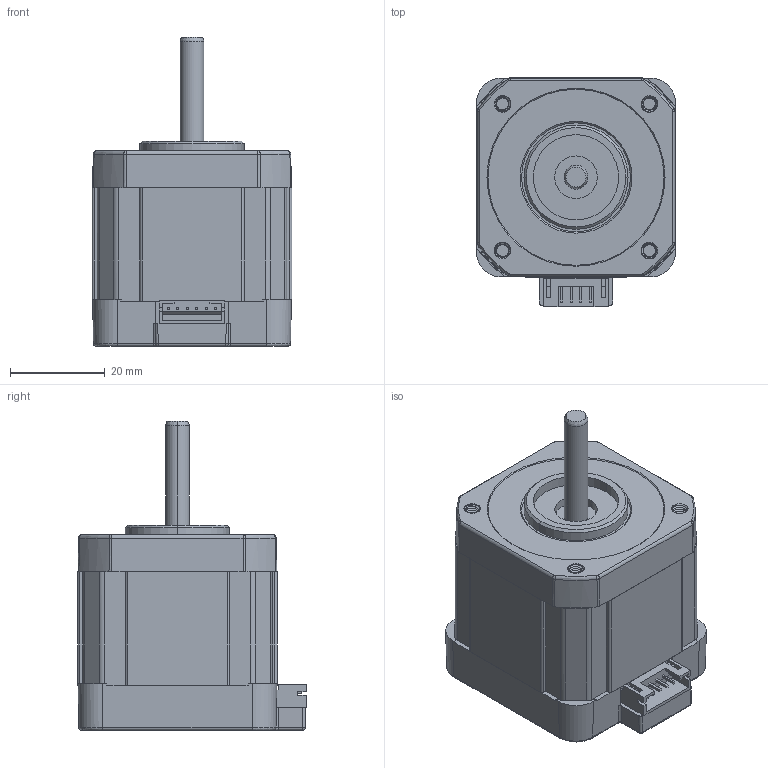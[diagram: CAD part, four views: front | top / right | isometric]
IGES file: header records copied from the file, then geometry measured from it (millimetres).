
Start section: SolidWorks IGES file using analytic representation for surfaces
Global section: file name: KV4242_4.09.IGS; native system: SolidWorks 2014; preprocessor: SolidWorks 2014; author: toru-kobayashi; date: 161104.173440; units: millimetre
Bounding box: 42.2 x 48.35 x 65.46 mm (x, y, z)
Volume: 69539.2 mm3; surface area: 12034.8 mm2
Topology: 1 solids, 1 shells, 400 faces, 1048 edges, 670 vertices
Faces by surface type: plane 192, revolution 182, bspline 26
